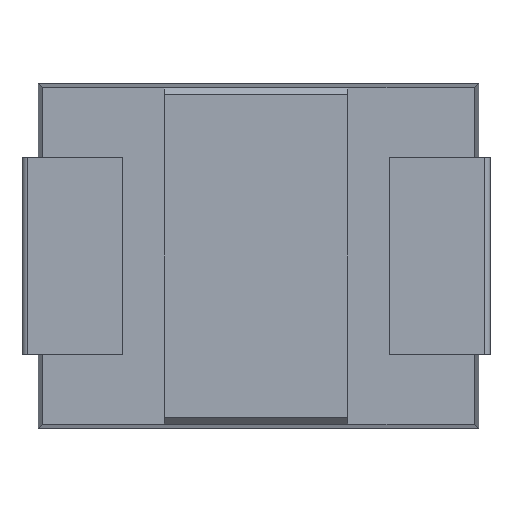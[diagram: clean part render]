
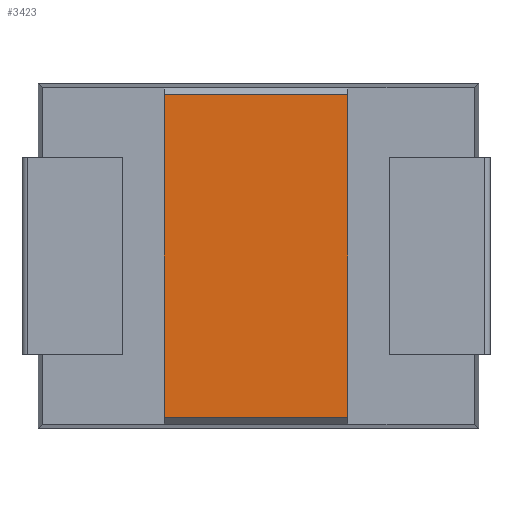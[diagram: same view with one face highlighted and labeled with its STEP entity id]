
A CAD part, front view. The second image highlights one B-rep face of the part: STEP entity #3423.
In plain terms, the highlighted planar face has unit normal (0, -1, 0).
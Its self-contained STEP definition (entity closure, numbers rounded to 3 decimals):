
#1795 = VERTEX_POINT ( 'NONE', #5433 ) ;
#2562 = LINE ( 'NONE', #2563, #5769 ) ;
#2563 = CARTESIAN_POINT ( 'NONE',  ( 1.55, 0., -0.756 ) ) ;
#2564 = DIRECTION ( 'NONE',  ( 0., 0., -1. ) ) ;
#2586 = LINE ( 'NONE', #2587, #5760 ) ;
#2587 = CARTESIAN_POINT ( 'NONE',  ( 3.55, 0., -0.756 ) ) ;
#2588 = DIRECTION ( 'NONE',  ( 0., 0., 1. ) ) ;
#2595 = LINE ( 'NONE', #2596, #5757 ) ;
#2596 = CARTESIAN_POINT ( 'NONE',  ( 1.55, 0., 2.831 ) ) ;
#2597 = DIRECTION ( 'NONE',  ( -1., 0., 0. ) ) ;
#2598 = LINE ( 'NONE', #2599, #5756 ) ;
#2599 = CARTESIAN_POINT ( 'NONE',  ( 3.55, 0., -0.681 ) ) ;
#2600 = DIRECTION ( 'NONE',  ( 1., 0., 0. ) ) ;
#3423 = ADVANCED_FACE ( 'NONE', ( #5949 ), #4677, .T. ) ;
#3682 = EDGE_CURVE ( 'NONE', #5776, #5772, #2562, .T. ) ;
#3690 = EDGE_CURVE ( 'NONE', #1795, #5831, #2586, .T. ) ;
#3693 = EDGE_CURVE ( 'NONE', #5831, #5776, #2595, .T. ) ;
#3694 = EDGE_CURVE ( 'NONE', #5772, #1795, #2598, .T. ) ;
#4146 = CARTESIAN_POINT ( 'NONE',  ( 1.55, 0., -0.681 ) ) ;
#4150 = CARTESIAN_POINT ( 'NONE',  ( 1.55, 0., 2.831 ) ) ;
#4205 = CARTESIAN_POINT ( 'NONE',  ( 3.55, 0., 2.831 ) ) ;
#4674 = DIRECTION ( 'NONE',  ( 0., 0., -1. ) ) ;
#4675 = DIRECTION ( 'NONE',  ( 0., -1., 0. ) ) ;
#4676 = CARTESIAN_POINT ( 'NONE',  ( 0., 0., 2.15 ) ) ;
#4677 = PLANE ( 'NONE',  #5911 ) ;
#5433 = CARTESIAN_POINT ( 'NONE',  ( 3.55, 0., -0.681 ) ) ;
#5756 = VECTOR ( 'NONE', #2600, 1000. ) ;
#5757 = VECTOR ( 'NONE', #2597, 1000. ) ;
#5760 = VECTOR ( 'NONE', #2588, 1000. ) ;
#5769 = VECTOR ( 'NONE', #2564, 1000. ) ;
#5772 = VERTEX_POINT ( 'NONE', #4146 ) ;
#5776 = VERTEX_POINT ( 'NONE', #4150 ) ;
#5831 = VERTEX_POINT ( 'NONE', #4205 ) ;
#5911 = AXIS2_PLACEMENT_3D ( 'NONE', #4676, #4675, #4674 ) ;
#5949 = FACE_OUTER_BOUND ( 'NONE', #6197, .T. ) ;
#6197 = EDGE_LOOP ( 'NONE', ( #6552, #6554, #6548, #6556 ) ) ;
#6548 = ORIENTED_EDGE ( 'NONE', *, *, #3682, .T. ) ;
#6552 = ORIENTED_EDGE ( 'NONE', *, *, #3690, .T. ) ;
#6554 = ORIENTED_EDGE ( 'NONE', *, *, #3693, .T. ) ;
#6556 = ORIENTED_EDGE ( 'NONE', *, *, #3694, .T. ) ;
